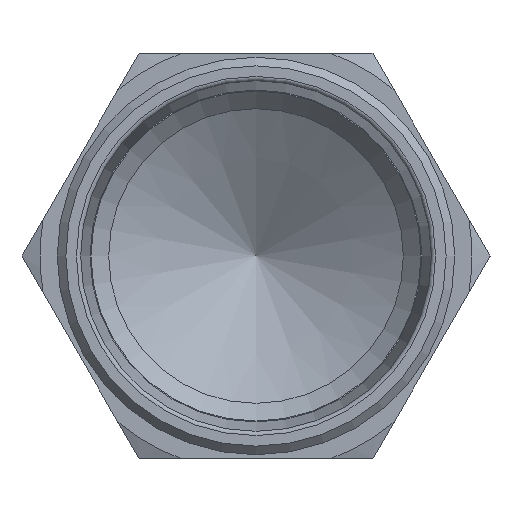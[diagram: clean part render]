
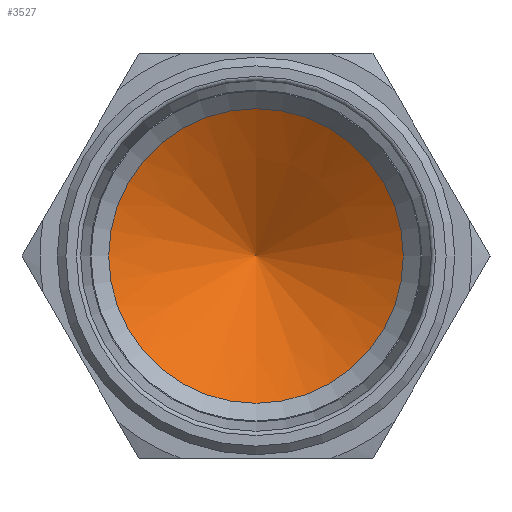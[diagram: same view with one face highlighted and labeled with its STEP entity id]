
A CAD part, left-side view. The second image highlights one B-rep face of the part: STEP entity #3527.
In plain terms, the highlighted conical face has half-angle 59 degrees and reference radius 7.795 mm.
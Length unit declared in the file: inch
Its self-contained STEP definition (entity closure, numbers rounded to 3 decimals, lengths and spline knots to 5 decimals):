
#3504=CARTESIAN_POINT('',(0.69,0.0,0.341));
#3505=VERTEX_POINT('',#3504);
#3506=CARTESIAN_POINT('',(0.69,0.0,0.0));
#3507=DIRECTION('',(-1.0,0.0,0.0));
#3508=DIRECTION('',(0.0,0.0,1.0));
#3509=AXIS2_PLACEMENT_3D('',#3506,#3507,#3508);
#3510=CIRCLE('',#3509,0.341);
#3511=EDGE_CURVE('',#3505,#3505,#3510,.T.);
#3519=CARTESIAN_POINT('',(0.71049,0.,0.));
#3520=DIRECTION('',(-1.0,0.,0.));
#3521=DIRECTION('',(0.,-0.581,-0.814));
#3522=AXIS2_PLACEMENT_3D('',#3519,#3520,#3521);
#3523=CONICAL_SURFACE('',#3522,0.3069,59.);
#3524=ORIENTED_EDGE('',*,*,#3511,.T.);
#3525=EDGE_LOOP('',(#3524));
#3526=FACE_OUTER_BOUND('',#3525,.T.);
#3527=ADVANCED_FACE('',(#3526),#3523,.F.);
